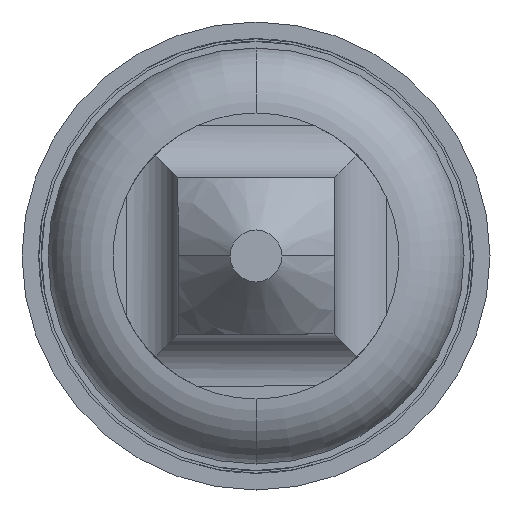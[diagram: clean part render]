
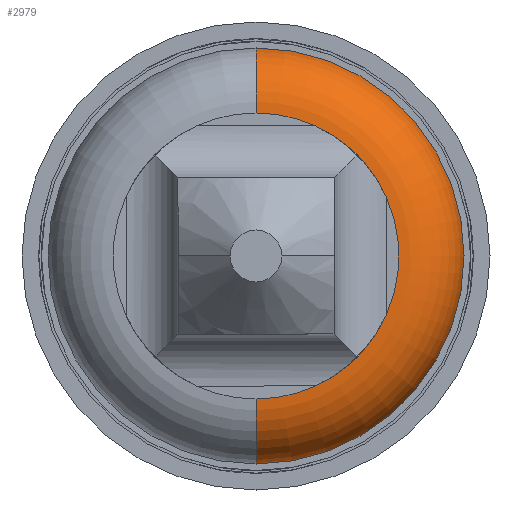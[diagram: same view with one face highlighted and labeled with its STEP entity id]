
A CAD part, front view. The second image highlights one B-rep face of the part: STEP entity #2979.
In plain terms, the highlighted toroidal (fillet/blend) face has major radius 0.55 mm and minor radius 0.25 mm.
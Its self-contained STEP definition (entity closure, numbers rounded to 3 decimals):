
#35 = CARTESIAN_POINT ( 'NONE',  ( 0., -28.3, 0.55 ) ) ;
#97 = ORIENTED_EDGE ( 'NONE', *, *, #1143, .F. ) ;
#137 = EDGE_CURVE ( 'Defeature ausgef�hrt2_45+Defeature ausgef�hrt2_62+Defeature ausgef�hrt2_56+Defeature ausgef�hrt2_56', #156, #274, #1749, .T. ) ;
#153 = AXIS2_PLACEMENT_3D ( 'NONE', #2699, #2718, #4380 ) ;
#156 = VERTEX_POINT ( 'NONE', #2327 ) ;
#249 = CARTESIAN_POINT ( 'NONE',  ( 0., -28.3, 0. ) ) ;
#274 = VERTEX_POINT ( 'NONE', #3690 ) ;
#291 = ORIENTED_EDGE ( 'NONE', *, *, #3796, .F. ) ;
#396 = DIRECTION ( 'NONE',  ( 0., -1., 0. ) ) ;
#410 = AXIS2_PLACEMENT_3D ( 'NONE', #2764, #3968, #2749 ) ;
#432 = CARTESIAN_POINT ( 'NONE',  ( 0., -28.3, 0. ) ) ;
#452 = VERTEX_POINT ( 'NONE', #4072 ) ;
#515 = EDGE_CURVE ( 'Defeature ausgef�hrt2_53+Defeature ausgef�hrt2_62+Defeature ausgef�hrt2_62+Defeature ausgef�hrt2_62', #1079, #452, #1767, .T. ) ;
#597 = CARTESIAN_POINT ( 'NONE',  ( 0., -28.3, 0. ) ) ;
#701 = CIRCLE ( 'NONE', #410, 0.25 ) ;
#760 = CIRCLE ( 'NONE', #4577, 0.55 ) ;
#972 = AXIS2_PLACEMENT_3D ( 'NONE', #1373, #2600, #1853 ) ;
#1079 = VERTEX_POINT ( 'NONE', #1734 ) ;
#1143 = EDGE_CURVE ( 'Defeature ausgef�hrt2_54+Defeature ausgef�hrt2_62+Defeature ausgef�hrt2_58+Defeature ausgef�hrt2_58', #1283, #4768, #1362, .T. ) ;
#1283 = VERTEX_POINT ( 'NONE', #3709 ) ;
#1308 = DIRECTION ( 'NONE',  ( 0., -1., 0. ) ) ;
#1362 = CIRCLE ( 'NONE', #3285, 0.55 ) ;
#1373 = CARTESIAN_POINT ( 'NONE',  ( 0., -28.05, 0. ) ) ;
#1537 = DIRECTION ( 'NONE',  ( 0., 0., 1. ) ) ;
#1661 = ORIENTED_EDGE ( 'NONE', *, *, #137, .F. ) ;
#1673 = CIRCLE ( 'NONE', #153, 0.25 ) ;
#1734 = CARTESIAN_POINT ( 'NONE',  ( 0., -28.05, 0.8 ) ) ;
#1749 = CIRCLE ( 'NONE', #4256, 0.55 ) ;
#1767 = CIRCLE ( 'NONE', #5080, 0.8 ) ;
#1782 = ORIENTED_EDGE ( 'NONE', *, *, #3482, .F. ) ;
#1853 = DIRECTION ( 'NONE',  ( 0., 0., 1. ) ) ;
#2214 = EDGE_CURVE ( 'Defeature ausgef�hrt2_62+Defeature ausgef�hrt2_50+Defeature ausgef�hrt2_54+Defeature ausgef�hrt2_45', #1283, #274, #5129, .T. ) ;
#2305 = TOROIDAL_SURFACE ( 'NONE', #972, 0.55, 0.25 ) ;
#2327 = CARTESIAN_POINT ( 'NONE',  ( 0.5, -28.3, -0.229 ) ) ;
#2356 = EDGE_CURVE ( 'NONE', #4295, #452, #1673, .T. ) ;
#2378 = ORIENTED_EDGE ( 'NONE', *, *, #2214, .T. ) ;
#2439 = VERTEX_POINT ( 'NONE', #3952 ) ;
#2600 = DIRECTION ( 'NONE',  ( 0., 1., 0. ) ) ;
#2610 = DIRECTION ( 'NONE',  ( 0., 0., 1. ) ) ;
#2628 = DIRECTION ( 'NONE',  ( 0., 1., 0. ) ) ;
#2650 = ORIENTED_EDGE ( 'NONE', *, *, #2356, .T. ) ;
#2698 = CARTESIAN_POINT ( 'NONE',  ( 0., -28.05, 0. ) ) ;
#2699 = CARTESIAN_POINT ( 'NONE',  ( 0., -28.05, -0.55 ) ) ;
#2718 = DIRECTION ( 'NONE',  ( 1., 0., 0. ) ) ;
#2749 = DIRECTION ( 'NONE',  ( 0., 0., 1. ) ) ;
#2764 = CARTESIAN_POINT ( 'NONE',  ( 0., -28.05, 0.55 ) ) ;
#2807 = AXIS2_PLACEMENT_3D ( 'NONE', #597, #2628, #2610 ) ;
#2825 = ORIENTED_EDGE ( 'NONE', *, *, #4104, .T. ) ;
#2979 = ADVANCED_FACE ( 'Defeature ausgef�hrt2_62', ( #2994 ), #2305, .T. ) ;
#2994 = FACE_OUTER_BOUND ( 'NONE', #4821, .T. ) ;
#3053 = CIRCLE ( 'NONE', #3553, 0.55 ) ;
#3118 = DIRECTION ( 'NONE',  ( 0., 0., 1. ) ) ;
#3285 = AXIS2_PLACEMENT_3D ( 'NONE', #3424, #1308, #3364 ) ;
#3364 = DIRECTION ( 'NONE',  ( 0., 0., 1. ) ) ;
#3413 = ORIENTED_EDGE ( 'NONE', *, *, #515, .F. ) ;
#3424 = CARTESIAN_POINT ( 'NONE',  ( 0., -28.3, 0. ) ) ;
#3482 = EDGE_CURVE ( 'NONE', #4768, #1079, #701, .T. ) ;
#3514 = DIRECTION ( 'NONE',  ( 0., 0., 1. ) ) ;
#3553 = AXIS2_PLACEMENT_3D ( 'NONE', #4720, #3960, #3514 ) ;
#3690 = CARTESIAN_POINT ( 'NONE',  ( 0.5, -28.3, 0.229 ) ) ;
#3709 = CARTESIAN_POINT ( 'NONE',  ( 0.229, -28.3, 0.5 ) ) ;
#3796 = EDGE_CURVE ( 'Defeature ausgef�hrt2_44+Defeature ausgef�hrt2_62+Defeature ausgef�hrt2_59+Defeature ausgef�hrt2_59', #4295, #2439, #760, .T. ) ;
#3910 = DIRECTION ( 'NONE',  ( 0., -1., 0. ) ) ;
#3952 = CARTESIAN_POINT ( 'NONE',  ( 0.229, -28.3, -0.5 ) ) ;
#3960 = DIRECTION ( 'NONE',  ( 0., 1., 0. ) ) ;
#3968 = DIRECTION ( 'NONE',  ( -1., 0., 0. ) ) ;
#4050 = DIRECTION ( 'NONE',  ( 0., 1., 0. ) ) ;
#4072 = CARTESIAN_POINT ( 'NONE',  ( 0., -28.05, -0.8 ) ) ;
#4104 = EDGE_CURVE ( 'Defeature ausgef�hrt2_62+Defeature ausgef�hrt2_52+Defeature ausgef�hrt2_45+Defeature ausgef�hrt2_44', #156, #2439, #3053, .T. ) ;
#4256 = AXIS2_PLACEMENT_3D ( 'NONE', #249, #3910, #3118 ) ;
#4295 = VERTEX_POINT ( 'NONE', #4517 ) ;
#4380 = DIRECTION ( 'NONE',  ( 0., 0., -1. ) ) ;
#4465 = DIRECTION ( 'NONE',  ( 0., 0., 1. ) ) ;
#4517 = CARTESIAN_POINT ( 'NONE',  ( 0., -28.3, -0.55 ) ) ;
#4577 = AXIS2_PLACEMENT_3D ( 'NONE', #432, #396, #4465 ) ;
#4720 = CARTESIAN_POINT ( 'NONE',  ( 0., -28.3, 0. ) ) ;
#4768 = VERTEX_POINT ( 'NONE', #35 ) ;
#4821 = EDGE_LOOP ( 'NONE', ( #291, #2650, #3413, #1782, #97, #2378, #1661, #2825 ) ) ;
#5080 = AXIS2_PLACEMENT_3D ( 'NONE', #2698, #4050, #1537 ) ;
#5129 = CIRCLE ( 'NONE', #2807, 0.55 ) ;
